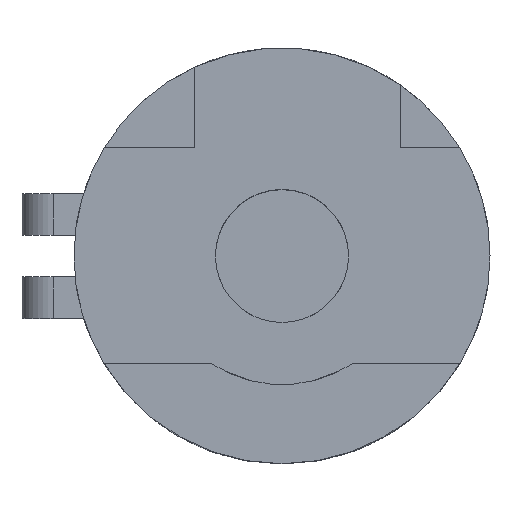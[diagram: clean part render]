
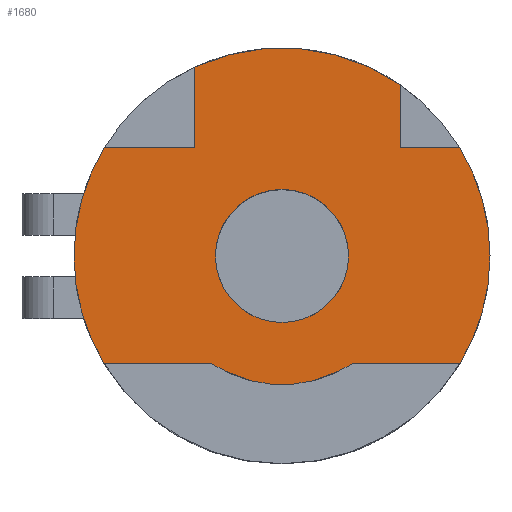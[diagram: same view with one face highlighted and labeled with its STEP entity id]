
A CAD part, top view. The second image highlights one B-rep face of the part: STEP entity #1680.
In plain terms, the highlighted planar face has unit normal (0, 0, 1).
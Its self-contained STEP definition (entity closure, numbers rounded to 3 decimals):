
#15 = EDGE_CURVE ( 'NONE', #39, #225, #1128, .T. ) ;
#28 = DIRECTION ( 'NONE',  ( 1., 0., 0. ) ) ;
#32 = ORIENTED_EDGE ( 'NONE', *, *, #256, .F. ) ;
#39 = VERTEX_POINT ( 'NONE', #1745 ) ;
#48 = DIRECTION ( 'NONE',  ( 1., 0., 0. ) ) ;
#81 = CARTESIAN_POINT ( 'NONE',  ( 3.376, -5.2, 2. ) ) ;
#85 = FACE_BOUND ( 'NONE', #876, .T. ) ;
#94 = DIRECTION ( 'NONE',  ( 1., 0., 0. ) ) ;
#160 = AXIS2_PLACEMENT_3D ( 'NONE', #383, #261, #94 ) ;
#167 = AXIS2_PLACEMENT_3D ( 'NONE', #1520, #1330, #1184 ) ;
#181 = CIRCLE ( 'NONE', #1735, 10. ) ;
#196 = CARTESIAN_POINT ( 'NONE',  ( -4.2, 5.2, 2. ) ) ;
#225 = VERTEX_POINT ( 'NONE', #569 ) ;
#226 = CIRCLE ( 'NONE', #641, 3.2 ) ;
#227 = VERTEX_POINT ( 'NONE', #1185 ) ;
#228 = LINE ( 'NONE', #1920, #1670 ) ;
#236 = VERTEX_POINT ( 'NONE', #1362 ) ;
#240 = CARTESIAN_POINT ( 'NONE',  ( -10., 0., 2. ) ) ;
#241 = EDGE_CURVE ( 'NONE', #236, #771, #1870, .T. ) ;
#256 = EDGE_CURVE ( 'NONE', #225, #39, #226, .T. ) ;
#261 = DIRECTION ( 'NONE',  ( 0., 0., 1. ) ) ;
#265 = VERTEX_POINT ( 'NONE', #1036 ) ;
#289 = CARTESIAN_POINT ( 'NONE',  ( 5.7, 5.2, 2. ) ) ;
#293 = AXIS2_PLACEMENT_3D ( 'NONE', #542, #1792, #889 ) ;
#303 = DIRECTION ( 'NONE',  ( 1., 0., 0. ) ) ;
#334 = CARTESIAN_POINT ( 'NONE',  ( 0., 0., 2. ) ) ;
#375 = VERTEX_POINT ( 'NONE', #1911 ) ;
#383 = CARTESIAN_POINT ( 'NONE',  ( 0., 0., 2. ) ) ;
#384 = DIRECTION ( 'NONE',  ( 1., 0., 0. ) ) ;
#386 = ORIENTED_EDGE ( 'NONE', *, *, #1102, .F. ) ;
#388 = VERTEX_POINT ( 'NONE', #1287 ) ;
#391 = CARTESIAN_POINT ( 'NONE',  ( 0., 0., 2. ) ) ;
#420 = AXIS2_PLACEMENT_3D ( 'NONE', #391, #724, #692 ) ;
#443 = ORIENTED_EDGE ( 'NONE', *, *, #1699, .T. ) ;
#504 = ORIENTED_EDGE ( 'NONE', *, *, #728, .F. ) ;
#515 = ORIENTED_EDGE ( 'NONE', *, *, #878, .F. ) ;
#542 = CARTESIAN_POINT ( 'NONE',  ( 0., 0., 2. ) ) ;
#564 = EDGE_CURVE ( 'NONE', #1677, #1754, #1907, .T. ) ;
#569 = CARTESIAN_POINT ( 'NONE',  ( 3.2, 0., 2. ) ) ;
#577 = EDGE_CURVE ( 'NONE', #1463, #1496, #1308, .T. ) ;
#591 = AXIS2_PLACEMENT_3D ( 'NONE', #334, #975, #28 ) ;
#603 = CARTESIAN_POINT ( 'NONE',  ( -4.2, 5.2, 2. ) ) ;
#641 = AXIS2_PLACEMENT_3D ( 'NONE', #1966, #1195, #1005 ) ;
#669 = DIRECTION ( 'NONE',  ( -1., 0., 0. ) ) ;
#692 = DIRECTION ( 'NONE',  ( 1., 0., 0. ) ) ;
#724 = DIRECTION ( 'NONE',  ( 0., 0., 1. ) ) ;
#728 = EDGE_CURVE ( 'NONE', #1843, #227, #1993, .T. ) ;
#760 = VECTOR ( 'NONE', #303, 1000. ) ;
#771 = VERTEX_POINT ( 'NONE', #980 ) ;
#776 = EDGE_CURVE ( 'NONE', #771, #1754, #1418, .T. ) ;
#820 = CARTESIAN_POINT ( 'NONE',  ( -4.2, 9.075, 2. ) ) ;
#866 = DIRECTION ( 'NONE',  ( -1., 0., 0. ) ) ;
#876 = EDGE_LOOP ( 'NONE', ( #32, #1821 ) ) ;
#878 = EDGE_CURVE ( 'NONE', #227, #1496, #1884, .T. ) ;
#888 = PLANE ( 'NONE',  #167 ) ;
#889 = DIRECTION ( 'NONE',  ( 1., 0., 0. ) ) ;
#922 = EDGE_CURVE ( 'NONE', #265, #1504, #228, .T. ) ;
#962 = EDGE_CURVE ( 'NONE', #388, #236, #1338, .T. ) ;
#971 = CARTESIAN_POINT ( 'NONE',  ( -3.376, -5.2, 2. ) ) ;
#975 = DIRECTION ( 'NONE',  ( 0., 0., 1. ) ) ;
#980 = CARTESIAN_POINT ( 'NONE',  ( -3.376, -5.2, 2. ) ) ;
#985 = DIRECTION ( 'NONE',  ( 0., 0., 1. ) ) ;
#1005 = DIRECTION ( 'NONE',  ( 1., 0., 0. ) ) ;
#1036 = CARTESIAN_POINT ( 'NONE',  ( 5.7, 5.2, 2. ) ) ;
#1079 = DIRECTION ( 'NONE',  ( 0., 0., 1. ) ) ;
#1090 = VECTOR ( 'NONE', #866, 1000. ) ;
#1097 = CARTESIAN_POINT ( 'NONE',  ( -8.542, -5.2, 2. ) ) ;
#1102 = EDGE_CURVE ( 'NONE', #1463, #265, #1228, .T. ) ;
#1126 = ORIENTED_EDGE ( 'NONE', *, *, #1491, .T. ) ;
#1128 = CIRCLE ( 'NONE', #1421, 3.2 ) ;
#1132 = DIRECTION ( 'NONE',  ( 0., 1., 0. ) ) ;
#1167 = DIRECTION ( 'NONE',  ( 0., 0., 1. ) ) ;
#1184 = DIRECTION ( 'NONE',  ( 1., 0., 0. ) ) ;
#1185 = CARTESIAN_POINT ( 'NONE',  ( -4.2, 5.2, 2. ) ) ;
#1195 = DIRECTION ( 'NONE',  ( 0., 0., 1. ) ) ;
#1224 = ORIENTED_EDGE ( 'NONE', *, *, #577, .T. ) ;
#1228 = LINE ( 'NONE', #289, #1295 ) ;
#1242 = ORIENTED_EDGE ( 'NONE', *, *, #241, .F. ) ;
#1248 = CARTESIAN_POINT ( 'NONE',  ( 0., 0., 2. ) ) ;
#1249 = AXIS2_PLACEMENT_3D ( 'NONE', #1781, #1167, #384 ) ;
#1282 = CIRCLE ( 'NONE', #1249, 10. ) ;
#1287 = CARTESIAN_POINT ( 'NONE',  ( 8.542, -5.2, 2. ) ) ;
#1289 = CARTESIAN_POINT ( 'NONE',  ( 0., 0., 2. ) ) ;
#1295 = VECTOR ( 'NONE', #1979, 1000. ) ;
#1308 = CIRCLE ( 'NONE', #420, 10. ) ;
#1315 = ORIENTED_EDGE ( 'NONE', *, *, #962, .F. ) ;
#1330 = DIRECTION ( 'NONE',  ( 0., 0., 1. ) ) ;
#1338 = LINE ( 'NONE', #81, #1090 ) ;
#1362 = CARTESIAN_POINT ( 'NONE',  ( 3.376, -5.2, 2. ) ) ;
#1374 = ORIENTED_EDGE ( 'NONE', *, *, #1431, .T. ) ;
#1382 = CARTESIAN_POINT ( 'NONE',  ( 5.7, 8.216, 2. ) ) ;
#1418 = LINE ( 'NONE', #971, #1764 ) ;
#1421 = AXIS2_PLACEMENT_3D ( 'NONE', #1289, #985, #48 ) ;
#1431 = EDGE_CURVE ( 'NONE', #375, #1504, #181, .T. ) ;
#1435 = ORIENTED_EDGE ( 'NONE', *, *, #564, .T. ) ;
#1463 = VERTEX_POINT ( 'NONE', #1382 ) ;
#1491 = EDGE_CURVE ( 'NONE', #388, #375, #1815, .T. ) ;
#1496 = VERTEX_POINT ( 'NONE', #820 ) ;
#1504 = VERTEX_POINT ( 'NONE', #1912 ) ;
#1519 = VECTOR ( 'NONE', #1132, 1000. ) ;
#1520 = CARTESIAN_POINT ( 'NONE',  ( 0., 0., 2. ) ) ;
#1670 = VECTOR ( 'NONE', #1796, 1000. ) ;
#1671 = CARTESIAN_POINT ( 'NONE',  ( -8.542, 5.2, 2. ) ) ;
#1677 = VERTEX_POINT ( 'NONE', #240 ) ;
#1680 = ADVANCED_FACE ( 'NONE', ( #85, #1808 ), #888, .T. ) ;
#1684 = ORIENTED_EDGE ( 'NONE', *, *, #922, .F. ) ;
#1698 = DIRECTION ( 'NONE',  ( 1., 0., 0. ) ) ;
#1699 = EDGE_CURVE ( 'NONE', #1843, #1677, #1282, .T. ) ;
#1735 = AXIS2_PLACEMENT_3D ( 'NONE', #1248, #1079, #1698 ) ;
#1745 = CARTESIAN_POINT ( 'NONE',  ( -3.2, 0., 2. ) ) ;
#1754 = VERTEX_POINT ( 'NONE', #1097 ) ;
#1764 = VECTOR ( 'NONE', #669, 1000. ) ;
#1781 = CARTESIAN_POINT ( 'NONE',  ( 0., 0., 2. ) ) ;
#1792 = DIRECTION ( 'NONE',  ( 0., 0., -1. ) ) ;
#1795 = ORIENTED_EDGE ( 'NONE', *, *, #776, .F. ) ;
#1796 = DIRECTION ( 'NONE',  ( 1., 0., 0. ) ) ;
#1808 = FACE_OUTER_BOUND ( 'NONE', #2003, .T. ) ;
#1815 = CIRCLE ( 'NONE', #591, 10. ) ;
#1821 = ORIENTED_EDGE ( 'NONE', *, *, #15, .F. ) ;
#1843 = VERTEX_POINT ( 'NONE', #1671 ) ;
#1870 = CIRCLE ( 'NONE', #293, 6.2 ) ;
#1884 = LINE ( 'NONE', #196, #1519 ) ;
#1907 = CIRCLE ( 'NONE', #160, 10. ) ;
#1911 = CARTESIAN_POINT ( 'NONE',  ( 10., 0., 2. ) ) ;
#1912 = CARTESIAN_POINT ( 'NONE',  ( 8.542, 5.2, 2. ) ) ;
#1920 = CARTESIAN_POINT ( 'NONE',  ( 5.7, 5.2, 2. ) ) ;
#1966 = CARTESIAN_POINT ( 'NONE',  ( 0., 0., 2. ) ) ;
#1979 = DIRECTION ( 'NONE',  ( 0., -1., 0. ) ) ;
#1993 = LINE ( 'NONE', #603, #760 ) ;
#2003 = EDGE_LOOP ( 'NONE', ( #1315, #1126, #1374, #1684, #386, #1224, #515, #504, #443, #1435, #1795, #1242 ) ) ;
